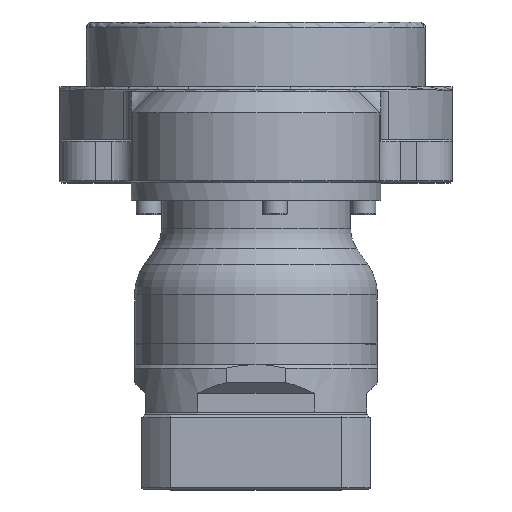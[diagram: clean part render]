
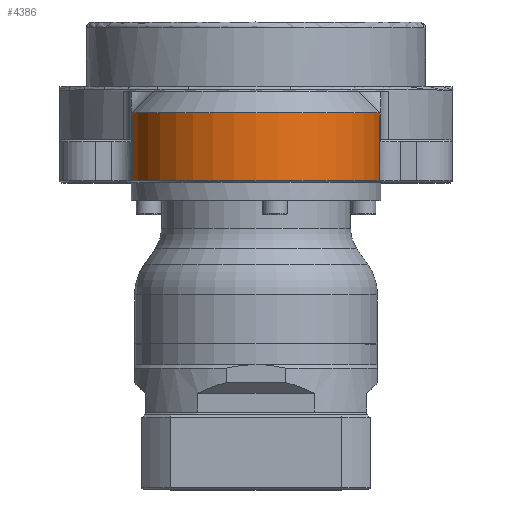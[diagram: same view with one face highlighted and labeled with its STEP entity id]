
A CAD part, top view. The second image highlights one B-rep face of the part: STEP entity #4386.
In plain terms, the highlighted cylindrical face has radius 35 mm (diameter 70 mm), a partial arc.
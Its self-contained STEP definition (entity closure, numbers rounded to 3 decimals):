
#55 = DIRECTION ( 'NONE',  ( 0., -1., 0. ) ) ;
#341 = CARTESIAN_POINT ( 'NONE',  ( 34.486, 25.5, 59.976 ) ) ;
#1670 = ORIENTED_EDGE ( 'NONE', *, *, #3861, .T. ) ;
#2478 = DIRECTION ( 'NONE',  ( 0., -1., 0. ) ) ;
#3007 = CARTESIAN_POINT ( 'NONE',  ( 0., 0.5, 54. ) ) ;
#3861 = EDGE_CURVE ( 'NONE', #15429, #8097, #8316, .T. ) ;
#4094 = CARTESIAN_POINT ( 'NONE',  ( -34.486, 0.5, 59.976 ) ) ;
#4386 = ADVANCED_FACE ( 'NONE', ( #6919 ), #7573, .T. ) ;
#4474 = DIRECTION ( 'NONE',  ( 0., 0., 1. ) ) ;
#5238 = VERTEX_POINT ( 'NONE', #8251 ) ;
#5242 = EDGE_CURVE ( 'NONE', #5238, #15429, #14637, .T. ) ;
#5327 = DIRECTION ( 'NONE',  ( 0., -1., 0. ) ) ;
#5372 = AXIS2_PLACEMENT_3D ( 'NONE', #11205, #2478, #12642 ) ;
#5965 = CARTESIAN_POINT ( 'NONE',  ( 0., 25.5, 54. ) ) ;
#6183 = CARTESIAN_POINT ( 'NONE',  ( 34.486, 19.5, 59.976 ) ) ;
#6919 = FACE_OUTER_BOUND ( 'NONE', #17548, .T. ) ;
#6994 = ORIENTED_EDGE ( 'NONE', *, *, #5242, .T. ) ;
#7204 = ORIENTED_EDGE ( 'NONE', *, *, #16822, .T. ) ;
#7371 = AXIS2_PLACEMENT_3D ( 'NONE', #5965, #55, #10292 ) ;
#7573 = CYLINDRICAL_SURFACE ( 'NONE', #7371, 35. ) ;
#8097 = VERTEX_POINT ( 'NONE', #14962 ) ;
#8251 = CARTESIAN_POINT ( 'NONE',  ( -34.486, 19.5, 59.976 ) ) ;
#8316 = CIRCLE ( 'NONE', #13919, 35. ) ;
#8540 = ORIENTED_EDGE ( 'NONE', *, *, #14864, .T. ) ;
#9127 = DIRECTION ( 'NONE',  ( 0., 1., 0. ) ) ;
#10292 = DIRECTION ( 'NONE',  ( 0., 0., 1. ) ) ;
#10389 = VERTEX_POINT ( 'NONE', #6183 ) ;
#11205 = CARTESIAN_POINT ( 'NONE',  ( 0., 19.5, 54. ) ) ;
#12235 = VECTOR ( 'NONE', #9127, 1000. ) ;
#12642 = DIRECTION ( 'NONE',  ( 0., 0., -1. ) ) ;
#13162 = DIRECTION ( 'NONE',  ( 0., 1., 0. ) ) ;
#13819 = VECTOR ( 'NONE', #5327, 1000. ) ;
#13919 = AXIS2_PLACEMENT_3D ( 'NONE', #3007, #13162, #4474 ) ;
#13961 = CARTESIAN_POINT ( 'NONE',  ( -34.486, 25.5, 59.976 ) ) ;
#14637 = LINE ( 'NONE', #13961, #13819 ) ;
#14864 = EDGE_CURVE ( 'NONE', #10389, #5238, #16766, .T. ) ;
#14962 = CARTESIAN_POINT ( 'NONE',  ( 34.486, 0.5, 59.976 ) ) ;
#15429 = VERTEX_POINT ( 'NONE', #4094 ) ;
#15966 = LINE ( 'NONE', #341, #12235 ) ;
#16766 = CIRCLE ( 'NONE', #5372, 35. ) ;
#16822 = EDGE_CURVE ( 'NONE', #8097, #10389, #15966, .T. ) ;
#17548 = EDGE_LOOP ( 'NONE', ( #6994, #1670, #7204, #8540 ) ) ;
